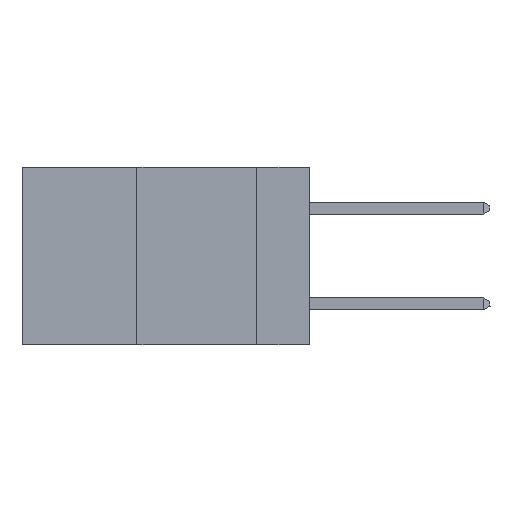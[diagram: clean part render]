
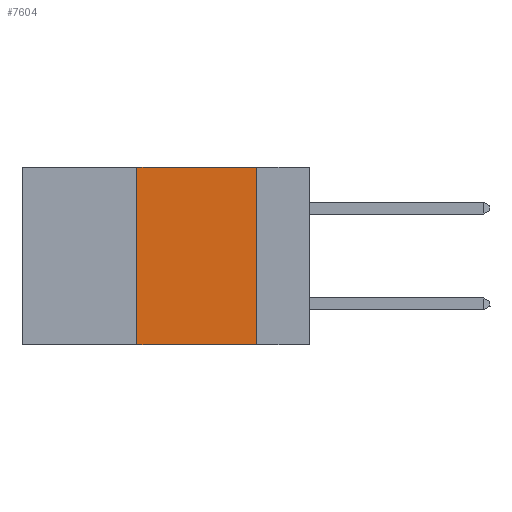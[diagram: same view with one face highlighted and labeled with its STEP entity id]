
A CAD part, left-side view. The second image highlights one B-rep face of the part: STEP entity #7604.
In plain terms, the highlighted planar face has unit normal (-1, 0, 0).
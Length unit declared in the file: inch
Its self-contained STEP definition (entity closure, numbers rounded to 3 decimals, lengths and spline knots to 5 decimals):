
#953 = CARTESIAN_POINT ( 'NONE',  ( 0., 0.11, 0. ) ) ;
#1914 = DIRECTION ( 'NONE',  ( 1., 0., 0. ) ) ;
#5876 = LINE ( 'NONE', #23489, #23341 ) ;
#6394 = FACE_OUTER_BOUND ( 'NONE', #12028, .T. ) ;
#6671 = CARTESIAN_POINT ( 'NONE',  ( 0., 0.6, 0. ) ) ;
#6970 = VERTEX_POINT ( 'NONE', #14594 ) ;
#7545 = EDGE_CURVE ( 'NONE', #18299, #14421, #20981, .T. ) ;
#7604 = ADVANCED_FACE ( 'NONE', ( #6394 ), #13402, .F. ) ;
#8990 = CARTESIAN_POINT ( 'NONE',  ( 0., 0.6, -0.37 ) ) ;
#9262 = ORIENTED_EDGE ( 'NONE', *, *, #25713, .T. ) ;
#10537 = ORIENTED_EDGE ( 'NONE', *, *, #7545, .F. ) ;
#11116 = CARTESIAN_POINT ( 'NONE',  ( 0., 0.11, -0.37 ) ) ;
#11158 = LINE ( 'NONE', #8990, #13929 ) ;
#12028 = EDGE_LOOP ( 'NONE', ( #10537, #15358, #23873, #9262 ) ) ;
#12410 = CARTESIAN_POINT ( 'NONE',  ( 0., 0.11, 0. ) ) ;
#13402 = PLANE ( 'NONE',  #15280 ) ;
#13929 = VECTOR ( 'NONE', #24743, 39.37008 ) ;
#14253 = LINE ( 'NONE', #22977, #27266 ) ;
#14421 = VERTEX_POINT ( 'NONE', #11116 ) ;
#14594 = CARTESIAN_POINT ( 'NONE',  ( 0., 0.36, -0.37 ) ) ;
#15280 = AXIS2_PLACEMENT_3D ( 'NONE', #6671, #1914, #19689 ) ;
#15358 = ORIENTED_EDGE ( 'NONE', *, *, #27708, .F. ) ;
#16522 = DIRECTION ( 'NONE',  ( 0., -1., 0. ) ) ;
#16693 = CARTESIAN_POINT ( 'NONE',  ( 0., 0.36, 0. ) ) ;
#18299 = VERTEX_POINT ( 'NONE', #953 ) ;
#19464 = DIRECTION ( 'NONE',  ( 0., 0., 1. ) ) ;
#19689 = DIRECTION ( 'NONE',  ( 0., 0., -1. ) ) ;
#20042 = EDGE_CURVE ( 'NONE', #6970, #25777, #5876, .T. ) ;
#20981 = LINE ( 'NONE', #12410, #25782 ) ;
#22977 = CARTESIAN_POINT ( 'NONE',  ( 0., 0.6, 0. ) ) ;
#23341 = VECTOR ( 'NONE', #19464, 39.37008 ) ;
#23489 = CARTESIAN_POINT ( 'NONE',  ( 0., 0.36, 0. ) ) ;
#23873 = ORIENTED_EDGE ( 'NONE', *, *, #20042, .F. ) ;
#24743 = DIRECTION ( 'NONE',  ( 0., -1., 0. ) ) ;
#25713 = EDGE_CURVE ( 'NONE', #6970, #14421, #11158, .T. ) ;
#25777 = VERTEX_POINT ( 'NONE', #16693 ) ;
#25782 = VECTOR ( 'NONE', #27588, 39.37008 ) ;
#27266 = VECTOR ( 'NONE', #16522, 39.37008 ) ;
#27588 = DIRECTION ( 'NONE',  ( 0., 0., -1. ) ) ;
#27708 = EDGE_CURVE ( 'NONE', #25777, #18299, #14253, .T. ) ;
